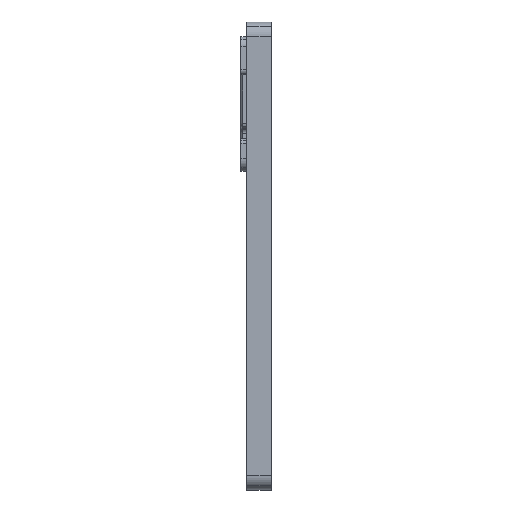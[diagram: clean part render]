
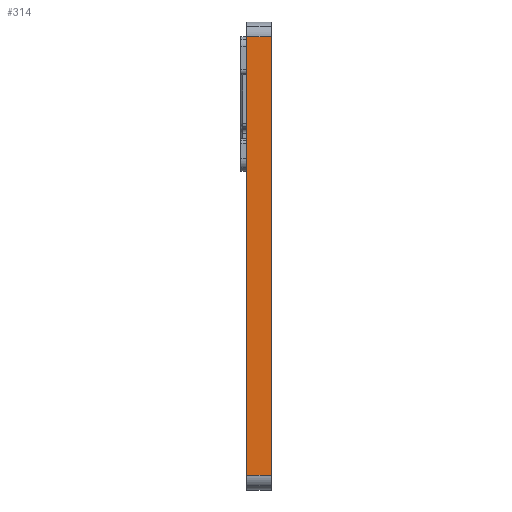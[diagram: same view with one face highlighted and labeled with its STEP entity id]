
A CAD part, left-side view. The second image highlights one B-rep face of the part: STEP entity #314.
In plain terms, the highlighted planar face has unit normal (-1, 0, 0).
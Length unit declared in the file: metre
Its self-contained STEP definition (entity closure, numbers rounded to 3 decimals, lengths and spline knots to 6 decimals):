
#314=ADVANCED_FACE('1:5854',(#860),#861,.F.);
#860=FACE_OUTER_BOUND('',#1406,.T.);
#861=PLANE('',#1407);
#1406=EDGE_LOOP('',(#3580,#3581,#3582,#3583));
#1407=AXIS2_PLACEMENT_3D('',#3584,#3585,#3586);
#3580=ORIENTED_EDGE('',*,*,#3594,.F.);
#3581=ORIENTED_EDGE('',*,*,#4103,.F.);
#3582=ORIENTED_EDGE('',*,*,#4280,.F.);
#3583=ORIENTED_EDGE('',*,*,#4164,.T.);
#3584=CARTESIAN_POINT('',(-0.04965,-0.02891,0.017427));
#3585=DIRECTION('',(1.0,0.,0.));
#3586=DIRECTION('',(0.,1.0,0.0));
#3594=EDGE_CURVE('1:7180',#4292,#4294,#4295,.T.);
#4103=EDGE_CURVE('1:6520',#5173,#4292,#5175,.T.);
#4164=EDGE_CURVE('1:6745',#5254,#4294,#5255,.T.);
#4280=EDGE_CURVE('1:7183',#5254,#5173,#5405,.T.);
#4292=VERTEX_POINT('',#5420);
#4294=VERTEX_POINT('',#5422);
#4295=LINE('',#5423,#5424);
#5173=VERTEX_POINT('',#6611);
#5175=LINE('',#6613,#6614);
#5254=VERTEX_POINT('',#6727);
#5255=LINE('',#6728,#6729);
#5405=LINE('',#6937,#6938);
#5420=CARTESIAN_POINT('',(-0.04965,-0.03343,-0.071355));
#5422=CARTESIAN_POINT('',(-0.04965,-0.02843,-0.071355));
#5423=CARTESIAN_POINT('',(-0.04965,-0.0181,-0.071355));
#5424=VECTOR('',#6951,1.0);
#6611=CARTESIAN_POINT('',(-0.04965,-0.03343,0.018052));
#6613=CARTESIAN_POINT('',(-0.04965,-0.03343,0.012927));
#6614=VECTOR('',#7910,1.0);
#6727=CARTESIAN_POINT('',(-0.04965,-0.02843,0.018052));
#6728=CARTESIAN_POINT('',(-0.04965,-0.02843,0.019237));
#6729=VECTOR('',#8023,1.0);
#6937=CARTESIAN_POINT('',(-0.04965,-0.03016,0.018052));
#6938=VECTOR('',#8253,1.0);
#6951=DIRECTION('',(0.,1.0,0.));
#7910=DIRECTION('',(0.,0.,-1.0));
#8023=DIRECTION('',(0.,0.,-1.0));
#8253=DIRECTION('',(0.,-1.0,0.));
